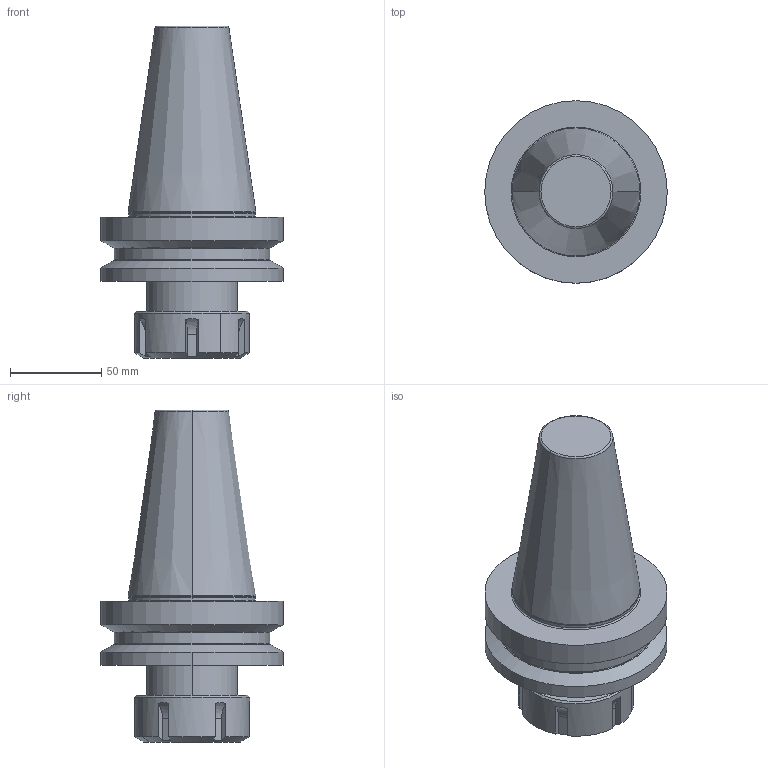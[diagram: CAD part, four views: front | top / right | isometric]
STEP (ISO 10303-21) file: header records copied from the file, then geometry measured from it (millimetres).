
FILE_DESCRIPTION(/* description */ (''),/* implementation_level */ '2;1');
FILE_NAME(/* name */ '1625642160808.stp',/* time_stamp */ '2021-07-07T12:46:13+05:00',/* author */ (''),/* organization */ ('SMS'),/* preprocessor_version */ 'ST-DEVELOPER v16.7',/* originating_system */ 'SIEMENS PLM Software NX 12.0',/* authorisation */ '');
FILE_SCHEMA (('AUTOMOTIVE_DESIGN { 1 0 10303 214 3 1 1 1 }'));
Length unit declared in the file: millimetre
Products named in the file (1): 203615058mod000_00
Bounding box: 99.96 x 99.96 x 181.8 mm (x, y, z)
Volume: 618408.8 mm3; surface area: 54422 mm2
Topology: 1 solids, 1 shells, 73 faces, 179 edges, 116 vertices
Faces by surface type: plane 37, cylinder 18, cone 10, torus 8
Full cylindrical faces by diameter (mm): 85 x1, 99.957 x1
Entity records: 2253 total; most frequent: CARTESIAN_POINT 516, ORIENTED_EDGE 358, DIRECTION 352, EDGE_CURVE 179, AXIS2_PLACEMENT_3D 144, VERTEX_POINT 113, EDGE_LOOP 78, ADVANCED_FACE 73
